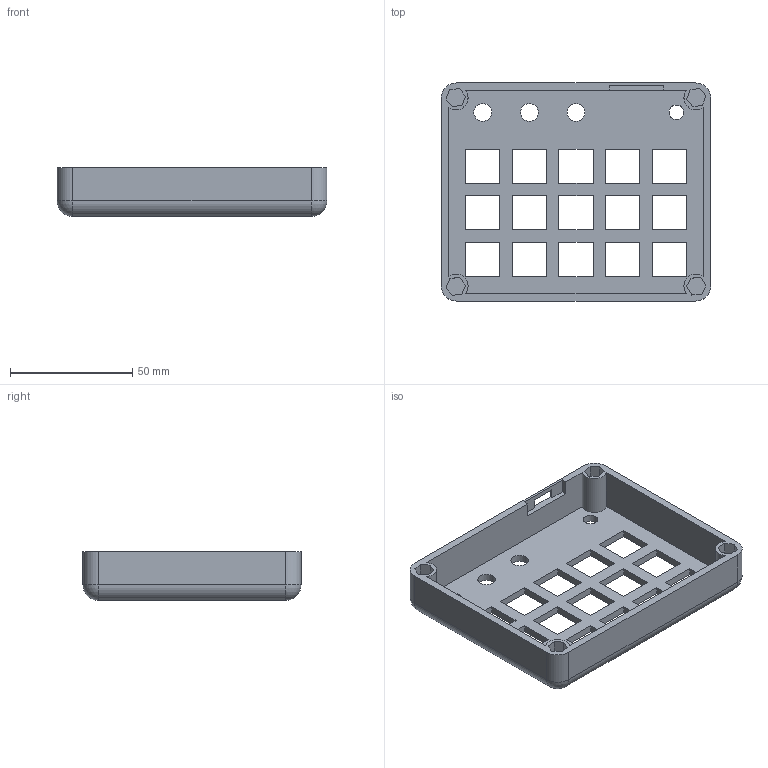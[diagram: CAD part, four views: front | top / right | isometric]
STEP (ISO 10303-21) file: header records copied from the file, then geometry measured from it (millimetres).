
FILE_DESCRIPTION(/* description */ ('STEP AP242','CAx-IF Rec.Pracs.---Representation and Presentation of Product Manufacturing Information (PMI)---4.0---2014-10-13','CAx-IF Rec.Pracs.---3D Tessellated Geometry---0.4---2014-09-14','2;1'),/* implementation_level */ '2;1');
FILE_NAME(/* name */ '66577f7453486b65619e7879',/* time_stamp */ '2024-05-29T19:18:12Z',/* author */ (''),/* organization */ (''),/* preprocessor_version */ 'ST-DEVELOPER v20',/* originating_system */ ' ',/* authorisation */ ' ');
FILE_SCHEMA (('AP242_MANAGED_MODEL_BASED_3D_ENGINEERING_MIM_LF { 1 0 10303 442 1 1 4 }'));
Length unit declared in the file: metre
Products named in the file (1): Part 1
Bounding box: 110.2 x 89.1 x 20 mm (x, y, z)
Volume: 38648.4 mm3; surface area: 29684.9 mm2
Topology: 1 solids, 1 shells, 126 faces, 352 edges, 228 vertices
Faces by surface type: plane 106, cylinder 16, sphere 4
Full cylindrical faces by diameter (mm): 6 x1, 7.25 x3
Entity records: 4030 total; most frequent: CARTESIAN_POINT 699, ORIENTED_EDGE 688, DIRECTION 630, EDGE_CURVE 344, LINE 312, VECTOR 312, VERTEX_POINT 228, EDGE_LOOP 174
